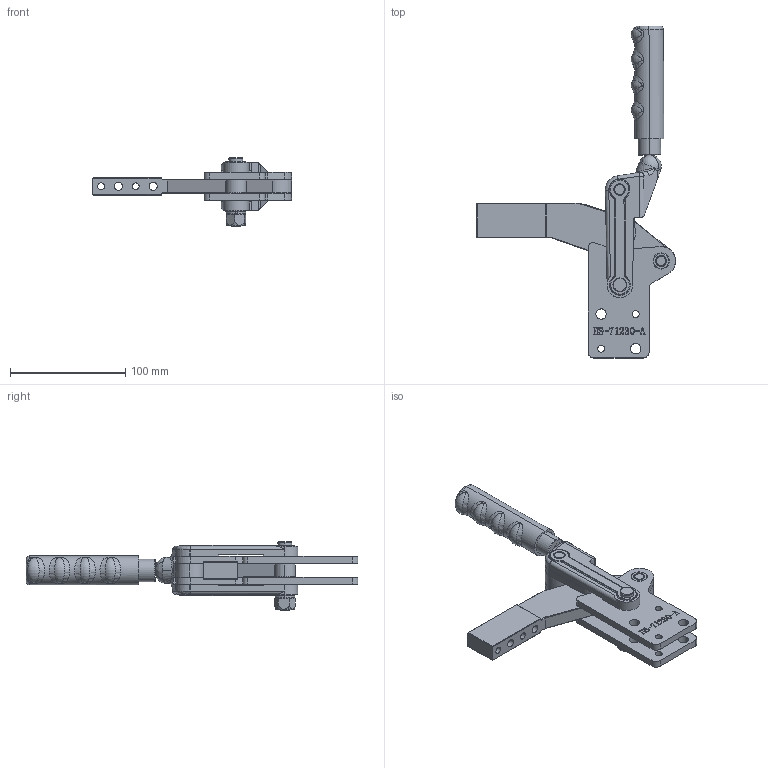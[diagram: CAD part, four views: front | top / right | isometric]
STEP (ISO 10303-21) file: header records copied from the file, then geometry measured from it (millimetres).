
FILE_DESCRIPTION (( 'STEP AP203' ), '1' );
FILE_NAME ('HS-71230A .STEP', '2019-08-29T02:33:22', ( '微软用户' ), ( '微软中国' ), 'SwSTEP 2.0', 'SolidWorks 2012', '' );
FILE_SCHEMA (( 'CONFIG_CONTROL_DESIGN' ));
Length unit declared in the file: millimetre
Products named in the file (15): HS-71230A ; prevailing torque hex nuts 1-fine pitch gb_GB_HEXAGON_LOCK_TYPE2 M10-N; curved single coil spring lock washers gb_GB_FASTENER_WASHER_CSLW 10; 階杶; T倛种; 酗种; 眻种; 苤杶; 湮杶; 忒參杶; 忒參翐; 人头马; 蟀裝; 揤旋; 71230菁釱
Assembly tree (22 placements, depth 2):
  HS-71230A 
    71230菁釱
    揤旋
    蟀裝  x2
    人头马
    忒參翐
    忒參杶
    湮杶  x4
    苤杶  x4
    眻种  x2
    酗种
    T倛种
    階杶
    curved single coil spring lock washers gb_GB_FASTENER_WASHER_CSLW 10
    prevailing torque hex nuts 1-fine pitch gb_GB_HEXAGON_LOCK_TYPE2 M10-N
Bounding box: 172.49 x 287.61 x 59.5 mm (x, y, z)
Volume: 281532.4 mm3; surface area: 108545.2 mm2
Topology: 23 solids, 23 shells, 912 faces, 2281 edges, 1451 vertices
Faces by surface type: plane 377, bspline 213, cylinder 189, cone 126, torus 7
Entity records: 39897 total; most frequent: CARTESIAN_POINT 19833, ORIENTED_EDGE 4108, DIRECTION 3202, EDGE_CURVE 2054, VERTEX_POINT 1320, LINE 1170, VECTOR 1170, AXIS2_PLACEMENT_3D 1016
